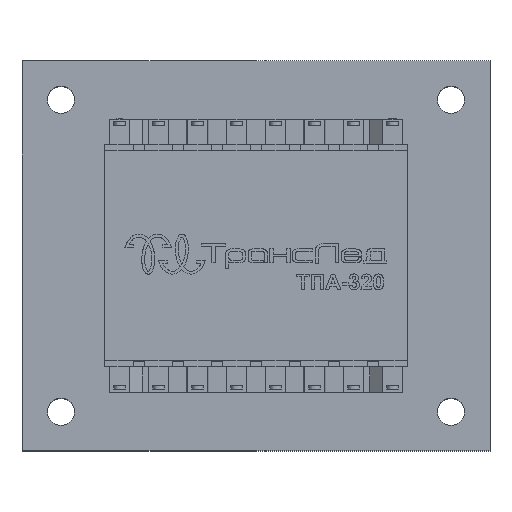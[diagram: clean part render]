
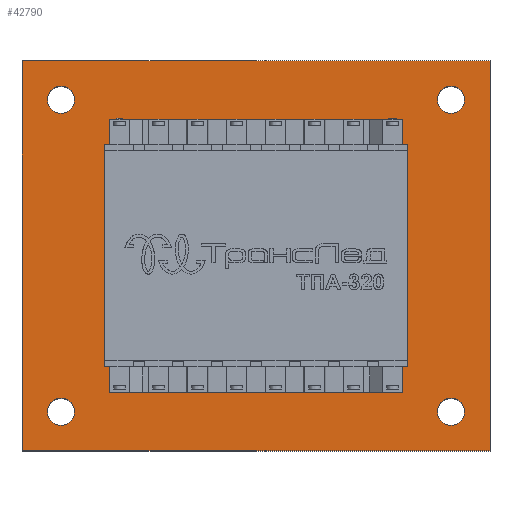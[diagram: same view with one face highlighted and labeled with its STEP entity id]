
A CAD part, top view. The second image highlights one B-rep face of the part: STEP entity #42790.
In plain terms, the highlighted planar face has unit normal (0, 0, 1).
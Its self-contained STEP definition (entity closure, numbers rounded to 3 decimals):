
#1804=FACE_BOUND('',#6846,.T.);
#1805=FACE_BOUND('',#6847,.T.);
#1806=FACE_BOUND('',#6848,.T.);
#1807=FACE_BOUND('',#6849,.T.);
#2425=CIRCLE('',#45716,3.5);
#2427=CIRCLE('',#45719,3.5);
#2429=CIRCLE('',#45722,3.5);
#2431=CIRCLE('',#45725,3.5);
#3938=FACE_OUTER_BOUND('',#6845,.T.);
#6845=EDGE_LOOP('',(#32481,#32482,#32483,#32484));
#6846=EDGE_LOOP('',(#32485));
#6847=EDGE_LOOP('',(#32486));
#6848=EDGE_LOOP('',(#32487));
#6849=EDGE_LOOP('',(#32488));
#10060=LINE('',#62035,#14808);
#10063=LINE('',#62041,#14811);
#10066=LINE('',#62047,#14814);
#10069=LINE('',#62051,#14817);
#14808=VECTOR('',#51601,10.);
#14811=VECTOR('',#51606,10.);
#14814=VECTOR('',#51611,10.);
#14817=VECTOR('',#51616,10.);
#19331=VERTEX_POINT('',#62007);
#19333=VERTEX_POINT('',#62013);
#19335=VERTEX_POINT('',#62019);
#19337=VERTEX_POINT('',#62025);
#19340=VERTEX_POINT('',#62032);
#19341=VERTEX_POINT('',#62034);
#19343=VERTEX_POINT('',#62040);
#19345=VERTEX_POINT('',#62046);
#24118=EDGE_CURVE('',#19331,#19331,#2425,.T.);
#24121=EDGE_CURVE('',#19333,#19333,#2427,.T.);
#24124=EDGE_CURVE('',#19335,#19335,#2429,.T.);
#24127=EDGE_CURVE('',#19337,#19337,#2431,.T.);
#24130=EDGE_CURVE('',#19341,#19340,#10060,.T.);
#24133=EDGE_CURVE('',#19343,#19341,#10063,.T.);
#24136=EDGE_CURVE('',#19345,#19343,#10066,.T.);
#24139=EDGE_CURVE('',#19340,#19345,#10069,.T.);
#32481=ORIENTED_EDGE('',*,*,#24139,.T.);
#32482=ORIENTED_EDGE('',*,*,#24136,.T.);
#32483=ORIENTED_EDGE('',*,*,#24133,.T.);
#32484=ORIENTED_EDGE('',*,*,#24130,.T.);
#32485=ORIENTED_EDGE('',*,*,#24127,.T.);
#32486=ORIENTED_EDGE('',*,*,#24124,.T.);
#32487=ORIENTED_EDGE('',*,*,#24121,.T.);
#32488=ORIENTED_EDGE('',*,*,#24118,.T.);
#40939=PLANE('',#45730);
#42790=ADVANCED_FACE('',(#3938,#1804,#1805,#1806,#1807),#40939,.T.);
#45716=AXIS2_PLACEMENT_3D('',#62009,#51574,#51575);
#45719=AXIS2_PLACEMENT_3D('',#62015,#51581,#51582);
#45722=AXIS2_PLACEMENT_3D('',#62021,#51588,#51589);
#45725=AXIS2_PLACEMENT_3D('',#62027,#51595,#51596);
#45730=AXIS2_PLACEMENT_3D('',#62052,#51617,#51618);
#51574=DIRECTION('center_axis',(0.,0.,-1.));
#51575=DIRECTION('ref_axis',(-1.,0.,0.));
#51581=DIRECTION('center_axis',(0.,0.,-1.));
#51582=DIRECTION('ref_axis',(-1.,0.,0.));
#51588=DIRECTION('center_axis',(0.,0.,-1.));
#51589=DIRECTION('ref_axis',(-1.,0.,0.));
#51595=DIRECTION('center_axis',(0.,0.,-1.));
#51596=DIRECTION('ref_axis',(-1.,0.,0.));
#51601=DIRECTION('',(0.,1.,0.));
#51606=DIRECTION('',(1.,0.,0.));
#51611=DIRECTION('',(0.,-1.,0.));
#51616=DIRECTION('',(-1.,0.,0.));
#51617=DIRECTION('center_axis',(0.,0.,1.));
#51618=DIRECTION('ref_axis',(-1.,0.,0.));
#62007=CARTESIAN_POINT('',(73.5,60.,70.8));
#62009=CARTESIAN_POINT('Origin',(70.,60.,70.8));
#62013=CARTESIAN_POINT('',(173.5,140.,70.8));
#62015=CARTESIAN_POINT('Origin',(170.,140.,70.8));
#62019=CARTESIAN_POINT('',(173.5,60.,70.8));
#62021=CARTESIAN_POINT('Origin',(170.,60.,70.8));
#62025=CARTESIAN_POINT('',(73.5,140.,70.8));
#62027=CARTESIAN_POINT('Origin',(70.,140.,70.8));
#62032=CARTESIAN_POINT('',(180.,150.,70.8));
#62034=CARTESIAN_POINT('',(180.,50.,70.8));
#62035=CARTESIAN_POINT('',(180.,150.,70.8));
#62040=CARTESIAN_POINT('',(60.,50.,70.8));
#62041=CARTESIAN_POINT('',(180.,50.,70.8));
#62046=CARTESIAN_POINT('',(60.,150.,70.8));
#62047=CARTESIAN_POINT('',(60.,50.,70.8));
#62051=CARTESIAN_POINT('',(60.,150.,70.8));
#62052=CARTESIAN_POINT('Origin',(120.,100.,70.8));
